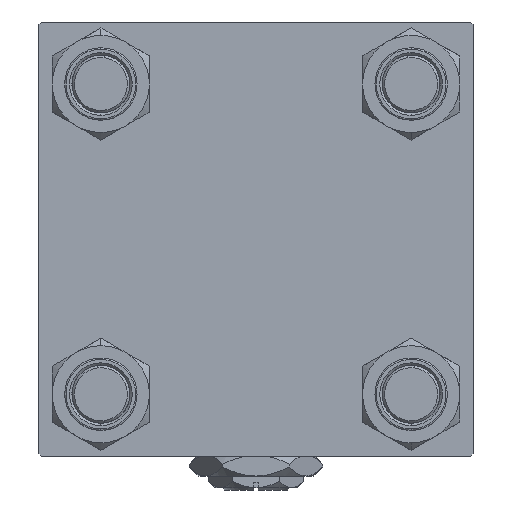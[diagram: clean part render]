
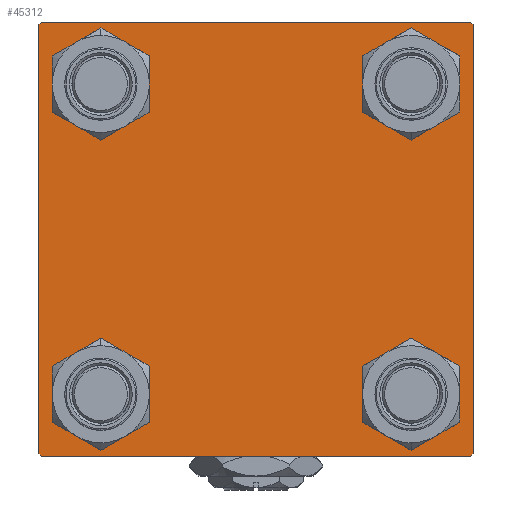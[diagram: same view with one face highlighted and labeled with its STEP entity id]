
A CAD part, left-side view. The second image highlights one B-rep face of the part: STEP entity #45312.
In plain terms, the highlighted planar face has unit normal (-1, 0, 0).
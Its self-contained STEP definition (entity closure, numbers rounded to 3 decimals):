
#211 = EDGE_CURVE ( 'NONE', #13554, #44543, #18854, .T. ) ;
#515 = AXIS2_PLACEMENT_3D ( 'NONE', #43794, #7760, #23515 ) ;
#560 = EDGE_CURVE ( 'NONE', #52247, #11351, #3082, .T. ) ;
#850 = EDGE_LOOP ( 'NONE', ( #12459, #29931 ) ) ;
#1413 = VERTEX_POINT ( 'NONE', #11558 ) ;
#1703 = AXIS2_PLACEMENT_3D ( 'NONE', #2542, #22020, #38317 ) ;
#1786 = PLANE ( 'NONE',  #28429 ) ;
#2393 = CARTESIAN_POINT ( 'NONE',  ( 0., 45., 45. ) ) ;
#2520 = DIRECTION ( 'NONE',  ( 0., 0., 1. ) ) ;
#2542 = CARTESIAN_POINT ( 'NONE',  ( 0., -32.15, 32.15 ) ) ;
#2836 = CIRCLE ( 'NONE', #48837, 6.5 ) ;
#2981 = DIRECTION ( 'NONE',  ( 1., 0., 0. ) ) ;
#3024 = DIRECTION ( 'NONE',  ( 1., 0., 0. ) ) ;
#3082 = CIRCLE ( 'NONE', #515, 6.5 ) ;
#3376 = DIRECTION ( 'NONE',  ( 0., 0., 1. ) ) ;
#3758 = EDGE_CURVE ( 'NONE', #1413, #14537, #42428, .T. ) ;
#4017 = VERTEX_POINT ( 'NONE', #51797 ) ;
#4660 = ORIENTED_EDGE ( 'NONE', *, *, #51180, .T. ) ;
#5599 = DIRECTION ( 'NONE',  ( 0., -1., 0. ) ) ;
#6589 = EDGE_CURVE ( 'NONE', #12684, #28565, #20158, .T. ) ;
#7349 = CARTESIAN_POINT ( 'NONE',  ( 0., -45., 45. ) ) ;
#7760 = DIRECTION ( 'NONE',  ( 1., 0., 0. ) ) ;
#8185 = VERTEX_POINT ( 'NONE', #13878 ) ;
#8196 = VECTOR ( 'NONE', #50671, 1000. ) ;
#8573 = VECTOR ( 'NONE', #26367, 1000. ) ;
#9806 = LINE ( 'NONE', #33600, #8573 ) ;
#10129 = EDGE_CURVE ( 'NONE', #33177, #31147, #22918, .T. ) ;
#10793 = AXIS2_PLACEMENT_3D ( 'NONE', #28485, #44740, #45001 ) ;
#10827 = FACE_BOUND ( 'NONE', #36642, .T. ) ;
#11351 = VERTEX_POINT ( 'NONE', #47999 ) ;
#11558 = CARTESIAN_POINT ( 'NONE',  ( 0., 32.15, 38.65 ) ) ;
#11969 = DIRECTION ( 'NONE',  ( 0., 0.707, -0.707 ) ) ;
#12109 = EDGE_CURVE ( 'NONE', #18436, #15748, #47715, .T. ) ;
#12459 = ORIENTED_EDGE ( 'NONE', *, *, #49109, .T. ) ;
#12461 = VECTOR ( 'NONE', #39580, 1000. ) ;
#12589 = VERTEX_POINT ( 'NONE', #49578 ) ;
#12684 = VERTEX_POINT ( 'NONE', #22348 ) ;
#12822 = ORIENTED_EDGE ( 'NONE', *, *, #26950, .F. ) ;
#13554 = VERTEX_POINT ( 'NONE', #42314 ) ;
#13711 = DIRECTION ( 'NONE',  ( 1., 0., 0. ) ) ;
#13878 = CARTESIAN_POINT ( 'NONE',  ( 0., 44.5, -45. ) ) ;
#13989 = EDGE_CURVE ( 'NONE', #31147, #33177, #40154, .T. ) ;
#14391 = DIRECTION ( 'NONE',  ( 0., 0., 1. ) ) ;
#14537 = VERTEX_POINT ( 'NONE', #45357 ) ;
#14820 = FACE_BOUND ( 'NONE', #850, .T. ) ;
#15044 = CIRCLE ( 'NONE', #10793, 6.5 ) ;
#15530 = CARTESIAN_POINT ( 'NONE',  ( 0., 32.15, -38.65 ) ) ;
#15608 = CARTESIAN_POINT ( 'NONE',  ( 0., 0., 0. ) ) ;
#15748 = VERTEX_POINT ( 'NONE', #52330 ) ;
#17116 = EDGE_CURVE ( 'NONE', #17467, #44543, #9806, .T. ) ;
#17200 = CARTESIAN_POINT ( 'NONE',  ( 0., -44.5, -45. ) ) ;
#17467 = VERTEX_POINT ( 'NONE', #17200 ) ;
#18436 = VERTEX_POINT ( 'NONE', #35107 ) ;
#18518 = DIRECTION ( 'NONE',  ( 0., 0., 1. ) ) ;
#18758 = CIRCLE ( 'NONE', #34975, 6.5 ) ;
#18854 = LINE ( 'NONE', #7349, #48243 ) ;
#19042 = DIRECTION ( 'NONE',  ( 1., 0., 0. ) ) ;
#19276 = ORIENTED_EDGE ( 'NONE', *, *, #211, .F. ) ;
#19282 = EDGE_CURVE ( 'NONE', #12589, #12684, #32285, .T. ) ;
#19414 = ORIENTED_EDGE ( 'NONE', *, *, #12109, .T. ) ;
#19637 = DIRECTION ( 'NONE',  ( 0., 0., -1. ) ) ;
#20158 = LINE ( 'NONE', #24443, #30469 ) ;
#20390 = EDGE_LOOP ( 'NONE', ( #30962, #25144 ) ) ;
#21596 = LINE ( 'NONE', #34421, #8196 ) ;
#22020 = DIRECTION ( 'NONE',  ( 1., 0., 0. ) ) ;
#22348 = CARTESIAN_POINT ( 'NONE',  ( 0., 45., 44.5 ) ) ;
#22767 = ORIENTED_EDGE ( 'NONE', *, *, #47924, .T. ) ;
#22918 = CIRCLE ( 'NONE', #52735, 6.5 ) ;
#23515 = DIRECTION ( 'NONE',  ( 0., 0., 1. ) ) ;
#23802 = ORIENTED_EDGE ( 'NONE', *, *, #48591, .T. ) ;
#24149 = ORIENTED_EDGE ( 'NONE', *, *, #19282, .T. ) ;
#24443 = CARTESIAN_POINT ( 'NONE',  ( 0., 45., 45. ) ) ;
#24841 = CARTESIAN_POINT ( 'NONE',  ( 0., 45., -44.5 ) ) ;
#25144 = ORIENTED_EDGE ( 'NONE', *, *, #40755, .T. ) ;
#25223 = DIRECTION ( 'NONE',  ( 0., 0., -1. ) ) ;
#26367 = DIRECTION ( 'NONE',  ( 0., -0.707, 0.707 ) ) ;
#26950 = EDGE_CURVE ( 'NONE', #12589, #4017, #38956, .T. ) ;
#27183 = CARTESIAN_POINT ( 'NONE',  ( 0., -45., -44.5 ) ) ;
#27188 = VECTOR ( 'NONE', #5599, 1000. ) ;
#28013 = ORIENTED_EDGE ( 'NONE', *, *, #13989, .T. ) ;
#28429 = AXIS2_PLACEMENT_3D ( 'NONE', #15608, #40717, #3376 ) ;
#28485 = CARTESIAN_POINT ( 'NONE',  ( 0., -32.15, -32.15 ) ) ;
#28565 = VERTEX_POINT ( 'NONE', #24841 ) ;
#28614 = DIRECTION ( 'NONE',  ( 0., 0., 1. ) ) ;
#29763 = EDGE_CURVE ( 'NONE', #15748, #18436, #18758, .T. ) ;
#29931 = ORIENTED_EDGE ( 'NONE', *, *, #560, .T. ) ;
#30061 = VECTOR ( 'NONE', #11969, 1000. ) ;
#30469 = VECTOR ( 'NONE', #25223, 1000. ) ;
#30819 = CARTESIAN_POINT ( 'NONE',  ( 0., 32.15, 32.15 ) ) ;
#30962 = ORIENTED_EDGE ( 'NONE', *, *, #3758, .T. ) ;
#31118 = LINE ( 'NONE', #34869, #31321 ) ;
#31147 = VERTEX_POINT ( 'NONE', #42061 ) ;
#31321 = VECTOR ( 'NONE', #47901, 1000. ) ;
#31405 = FACE_BOUND ( 'NONE', #33336, .T. ) ;
#32054 = CARTESIAN_POINT ( 'NONE',  ( 0., 32.15, -32.15 ) ) ;
#32285 = LINE ( 'NONE', #48539, #30061 ) ;
#33177 = VERTEX_POINT ( 'NONE', #15530 ) ;
#33336 = EDGE_LOOP ( 'NONE', ( #36265, #19414 ) ) ;
#33600 = CARTESIAN_POINT ( 'NONE',  ( 0., -44.75, -44.75 ) ) ;
#34421 = CARTESIAN_POINT ( 'NONE',  ( 0., 44.75, -44.75 ) ) ;
#34869 = CARTESIAN_POINT ( 'NONE',  ( 0., 45., -45. ) ) ;
#34975 = AXIS2_PLACEMENT_3D ( 'NONE', #47481, #39755, #14391 ) ;
#35107 = CARTESIAN_POINT ( 'NONE',  ( 0., -32.15, 25.65 ) ) ;
#36265 = ORIENTED_EDGE ( 'NONE', *, *, #29763, .T. ) ;
#36635 = CARTESIAN_POINT ( 'NONE',  ( 0., 32.15, -32.15 ) ) ;
#36642 = EDGE_LOOP ( 'NONE', ( #28013, #48007 ) ) ;
#37504 = CARTESIAN_POINT ( 'NONE',  ( 0., 32.15, 32.15 ) ) ;
#38317 = DIRECTION ( 'NONE',  ( 0., 0., 1. ) ) ;
#38956 = LINE ( 'NONE', #2393, #27188 ) ;
#39580 = DIRECTION ( 'NONE',  ( 0., 0.707, 0.707 ) ) ;
#39755 = DIRECTION ( 'NONE',  ( 1., 0., 0. ) ) ;
#39841 = CARTESIAN_POINT ( 'NONE',  ( 0., -44.75, 44.75 ) ) ;
#40154 = CIRCLE ( 'NONE', #42695, 6.5 ) ;
#40717 = DIRECTION ( 'NONE',  ( -1., 0., 0. ) ) ;
#40755 = EDGE_CURVE ( 'NONE', #14537, #1413, #2836, .T. ) ;
#42061 = CARTESIAN_POINT ( 'NONE',  ( 0., 32.15, -25.65 ) ) ;
#42314 = CARTESIAN_POINT ( 'NONE',  ( 0., -45., 44.5 ) ) ;
#42428 = CIRCLE ( 'NONE', #44094, 6.5 ) ;
#42695 = AXIS2_PLACEMENT_3D ( 'NONE', #36635, #3024, #28614 ) ;
#43454 = ORIENTED_EDGE ( 'NONE', *, *, #17116, .T. ) ;
#43651 = FACE_OUTER_BOUND ( 'NONE', #45595, .T. ) ;
#43785 = DIRECTION ( 'NONE',  ( 0., 0., 1. ) ) ;
#43794 = CARTESIAN_POINT ( 'NONE',  ( 0., -32.15, -32.15 ) ) ;
#44094 = AXIS2_PLACEMENT_3D ( 'NONE', #30819, #19042, #18518 ) ;
#44543 = VERTEX_POINT ( 'NONE', #27183 ) ;
#44740 = DIRECTION ( 'NONE',  ( 1., 0., 0. ) ) ;
#45001 = DIRECTION ( 'NONE',  ( 0., 0., 1. ) ) ;
#45312 = ADVANCED_FACE ( 'NONE', ( #31405, #14820, #10827, #47654, #43651 ), #1786, .T. ) ;
#45357 = CARTESIAN_POINT ( 'NONE',  ( 0., 32.15, 25.65 ) ) ;
#45595 = EDGE_LOOP ( 'NONE', ( #52497, #22767, #4660, #43454, #19276, #23802, #12822, #24149 ) ) ;
#46801 = CARTESIAN_POINT ( 'NONE',  ( 0., -32.15, -38.65 ) ) ;
#47481 = CARTESIAN_POINT ( 'NONE',  ( 0., -32.15, 32.15 ) ) ;
#47654 = FACE_BOUND ( 'NONE', #20390, .T. ) ;
#47715 = CIRCLE ( 'NONE', #1703, 6.5 ) ;
#47901 = DIRECTION ( 'NONE',  ( 0., -1., 0. ) ) ;
#47924 = EDGE_CURVE ( 'NONE', #28565, #8185, #21596, .T. ) ;
#47999 = CARTESIAN_POINT ( 'NONE',  ( 0., -32.15, -25.65 ) ) ;
#48007 = ORIENTED_EDGE ( 'NONE', *, *, #10129, .T. ) ;
#48243 = VECTOR ( 'NONE', #19637, 1000. ) ;
#48351 = LINE ( 'NONE', #39841, #12461 ) ;
#48539 = CARTESIAN_POINT ( 'NONE',  ( 0., 44.75, 44.75 ) ) ;
#48591 = EDGE_CURVE ( 'NONE', #13554, #4017, #48351, .T. ) ;
#48837 = AXIS2_PLACEMENT_3D ( 'NONE', #37504, #13711, #2520 ) ;
#49109 = EDGE_CURVE ( 'NONE', #11351, #52247, #15044, .T. ) ;
#49578 = CARTESIAN_POINT ( 'NONE',  ( 0., 44.5, 45. ) ) ;
#50671 = DIRECTION ( 'NONE',  ( 0., -0.707, -0.707 ) ) ;
#51180 = EDGE_CURVE ( 'NONE', #8185, #17467, #31118, .T. ) ;
#51797 = CARTESIAN_POINT ( 'NONE',  ( 0., -44.5, 45. ) ) ;
#52247 = VERTEX_POINT ( 'NONE', #46801 ) ;
#52330 = CARTESIAN_POINT ( 'NONE',  ( 0., -32.15, 38.65 ) ) ;
#52497 = ORIENTED_EDGE ( 'NONE', *, *, #6589, .T. ) ;
#52735 = AXIS2_PLACEMENT_3D ( 'NONE', #32054, #2981, #43785 ) ;
